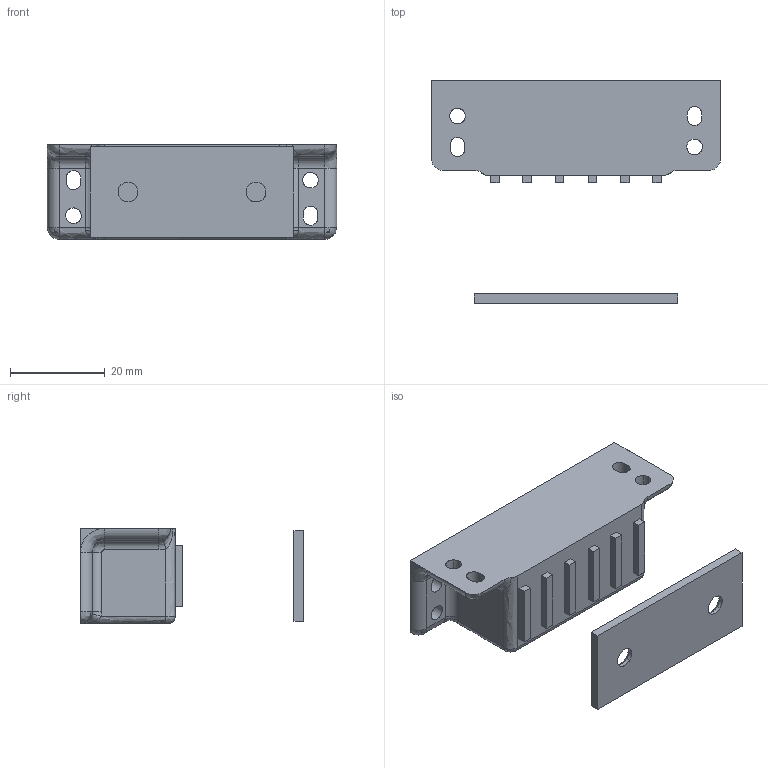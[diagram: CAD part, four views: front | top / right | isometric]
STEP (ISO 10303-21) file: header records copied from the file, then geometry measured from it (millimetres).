
FILE_DESCRIPTION((''),'2;1');
FILE_NAME('','2009-03-18T09:47:26',(''),(''),'','CADfix','');
FILE_SCHEMA(('AUTOMOTIVE_DESIGN { 1 0 10303 214 1 1 1 1 }'));
Length unit declared in the file: millimetre
Bounding box: 61 x 47 x 20 mm (x, y, z)
Volume: 19637.5 mm3; surface area: 13747.1 mm2
Topology: 8 solids, 8 shells, 165 faces, 461 edges, 318 vertices
Faces by surface type: bspline 165
Entity records: 6818 total; most frequent: CARTESIAN_POINT 3886, ORIENTED_EDGE 918, EDGE_CURVE 459, VERTEX_POINT 318, QUASI_UNIFORM_CURVE 279, EDGE_LOOP 193, B_SPLINE_CURVE_WITH_KNOTS 180, FACE_OUTER_BOUND 165
